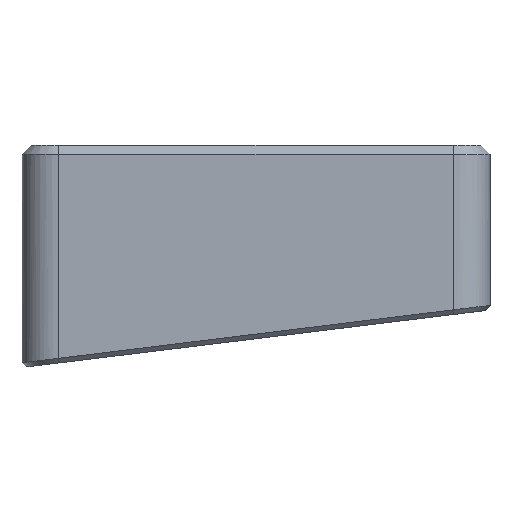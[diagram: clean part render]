
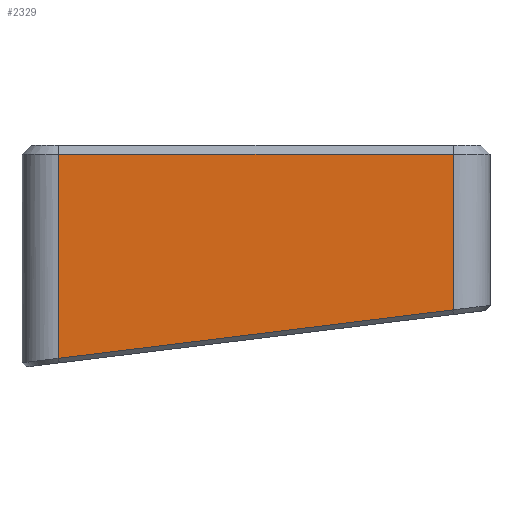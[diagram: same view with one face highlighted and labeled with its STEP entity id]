
A CAD part, left-side view. The second image highlights one B-rep face of the part: STEP entity #2329.
In plain terms, the highlighted planar face has unit normal (-1, 0, 0).
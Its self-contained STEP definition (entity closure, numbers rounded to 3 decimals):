
#24=B_SPLINE_CURVE_WITH_KNOTS('',3,(#3438,#3439,#3440,#3441),
 .UNSPECIFIED.,.F.,.F.,(4,4),(1.556,1.571),
 .UNSPECIFIED.);
#95=PLANE('',#2472);
#188=FACE_OUTER_BOUND('',#318,.T.);
#318=EDGE_LOOP('',(#1690,#1691,#1692,#1693,#1694));
#527=LINE('',#3417,#791);
#538=LINE('',#3600,#802);
#539=LINE('',#3602,#803);
#540=LINE('',#3603,#804);
#791=VECTOR('',#2705,10.);
#802=VECTOR('',#2722,10.);
#803=VECTOR('',#2723,10.);
#804=VECTOR('',#2724,10.);
#1052=VERTEX_POINT('',#3396);
#1054=VERTEX_POINT('',#3410);
#1057=VERTEX_POINT('',#3415);
#1070=VERTEX_POINT('',#3599);
#1071=VERTEX_POINT('',#3601);
#1291=EDGE_CURVE('',#1057,#1054,#527,.T.);
#1293=EDGE_CURVE('',#1052,#1057,#24,.T.);
#1314=EDGE_CURVE('',#1070,#1052,#538,.T.);
#1315=EDGE_CURVE('',#1071,#1070,#539,.T.);
#1316=EDGE_CURVE('',#1054,#1071,#540,.T.);
#1690=ORIENTED_EDGE('',*,*,#1291,.F.);
#1691=ORIENTED_EDGE('',*,*,#1293,.F.);
#1692=ORIENTED_EDGE('',*,*,#1314,.F.);
#1693=ORIENTED_EDGE('',*,*,#1315,.F.);
#1694=ORIENTED_EDGE('',*,*,#1316,.F.);
#2329=ADVANCED_FACE('',(#188),#95,.T.);
#2472=AXIS2_PLACEMENT_3D('',#3598,#2720,#2721);
#2705=DIRECTION('',(0.,0.993,-0.122));
#2720=DIRECTION('center_axis',(-1.,0.,0.));
#2721=DIRECTION('ref_axis',(0.,-1.,0.));
#2722=DIRECTION('',(0.,0.,-1.));
#2723=DIRECTION('',(0.,-1.,0.));
#2724=DIRECTION('',(0.,0.,1.));
#3396=CARTESIAN_POINT('',(-25.55,-21.55,-8.987));
#3410=CARTESIAN_POINT('',(-25.55,21.55,-14.279));
#3415=CARTESIAN_POINT('',(-25.55,-21.489,-8.995));
#3417=CARTESIAN_POINT('',(-25.55,11.817,-13.084));
#3438=CARTESIAN_POINT('Ctrl Pts',(-25.55,-21.55,-8.987));
#3439=CARTESIAN_POINT('Ctrl Pts',(-25.55,-21.53,-8.99));
#3440=CARTESIAN_POINT('Ctrl Pts',(-25.55,-21.509,-8.992));
#3441=CARTESIAN_POINT('Ctrl Pts',(-25.55,-21.489,-8.995));
#3598=CARTESIAN_POINT('Origin',(-25.55,25.55,0.));
#3599=CARTESIAN_POINT('',(-25.55,-21.55,8.));
#3600=CARTESIAN_POINT('',(-25.55,-21.55,0.));
#3601=CARTESIAN_POINT('',(-25.55,21.55,8.));
#3602=CARTESIAN_POINT('',(-25.55,12.775,8.));
#3603=CARTESIAN_POINT('',(-25.55,21.55,0.));
